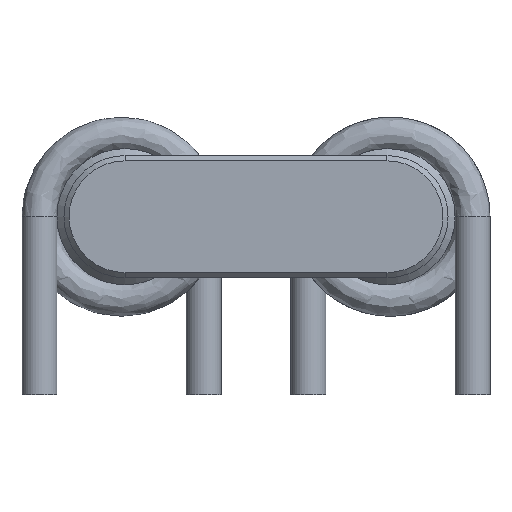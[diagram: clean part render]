
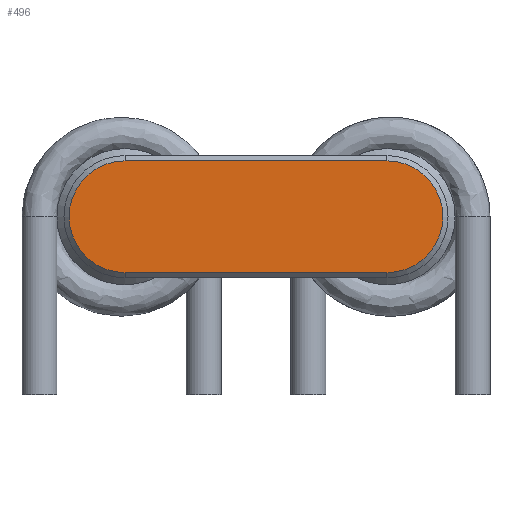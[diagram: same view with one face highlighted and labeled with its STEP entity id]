
A CAD part, front view. The second image highlights one B-rep face of the part: STEP entity #496.
In plain terms, the highlighted planar face has unit normal (0, -1, 0).
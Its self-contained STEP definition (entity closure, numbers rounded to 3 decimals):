
#496 = ADVANCED_FACE( '', ( #925 ), #926, .T. );
#925 = FACE_OUTER_BOUND( '', #2476, .T. );
#926 = PLANE( '', #2477 );
#2476 = EDGE_LOOP( '', ( #4435, #4436, #4437, #4438 ) );
#2477 = AXIS2_PLACEMENT_3D( '', #4439, #4440, #4441 );
#4435 = ORIENTED_EDGE( '', *, *, #5717, .T. );
#4436 = ORIENTED_EDGE( '', *, *, #5581, .T. );
#4437 = ORIENTED_EDGE( '', *, *, #5718, .T. );
#4438 = ORIENTED_EDGE( '', *, *, #5719, .T. );
#4439 = CARTESIAN_POINT( '', ( 7.5, -12.25, 0. ) );
#4440 = DIRECTION( '', ( 0., -1., 0. ) );
#4441 = DIRECTION( '', ( 0., 0., -1. ) );
#5581 = EDGE_CURVE( '', #6049, #6054, #6056, .T. );
#5717 = EDGE_CURVE( '', #6287, #6049, #6288, .T. );
#5718 = EDGE_CURVE( '', #6054, #6289, #6290, .T. );
#5719 = EDGE_CURVE( '', #6289, #6287, #6291, .T. );
#6049 = VERTEX_POINT( '', #6734 );
#6054 = VERTEX_POINT( '', #6740 );
#6056 = CIRCLE( '', #6743, 3.2 );
#6287 = VERTEX_POINT( '', #7496 );
#6288 = LINE( '', #7497, #7498 );
#6289 = VERTEX_POINT( '', #7499 );
#6290 = LINE( '', #7500, #7501 );
#6291 = CIRCLE( '', #7502, 3.2 );
#6734 = CARTESIAN_POINT( '', ( 7.5, -12.25, -3.2 ) );
#6740 = CARTESIAN_POINT( '', ( 7.5, -12.25, 3.2 ) );
#6743 = AXIS2_PLACEMENT_3D( '', #8837, #8838, #8839 );
#7496 = CARTESIAN_POINT( '', ( -7.5, -12.25, -3.2 ) );
#7497 = CARTESIAN_POINT( '', ( 7.5, -12.25, -3.2 ) );
#7498 = VECTOR( '', #8956, 1000. );
#7499 = CARTESIAN_POINT( '', ( -7.5, -12.25, 3.2 ) );
#7500 = CARTESIAN_POINT( '', ( -7.5, -12.25, 3.2 ) );
#7501 = VECTOR( '', #8957, 1000. );
#7502 = AXIS2_PLACEMENT_3D( '', #8958, #8959, #8960 );
#8837 = CARTESIAN_POINT( '', ( 7.5, -12.25, 0. ) );
#8838 = DIRECTION( '', ( 0., -1., 0. ) );
#8839 = DIRECTION( '', ( 0., 0., -1. ) );
#8956 = DIRECTION( '', ( 1., 0., 0. ) );
#8957 = DIRECTION( '', ( -1., 0., 0. ) );
#8958 = CARTESIAN_POINT( '', ( -7.5, -12.25, 0. ) );
#8959 = DIRECTION( '', ( 0., -1., 0. ) );
#8960 = DIRECTION( '', ( 0., 0., -1. ) );
